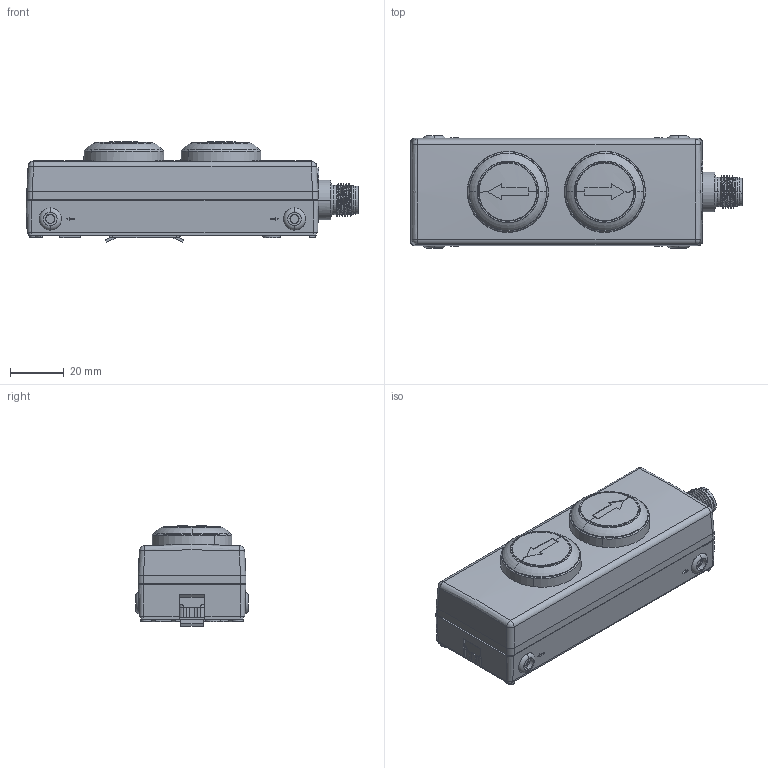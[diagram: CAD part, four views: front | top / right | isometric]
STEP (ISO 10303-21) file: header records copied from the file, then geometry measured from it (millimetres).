
FILE_DESCRIPTION(/* description */ (''),/* implementation_level */ '2;1');
FILE_NAME(/* name */ 'FILE_STP_CAD_DRAWING_3D_LP4P2B8900_prt.stp',/* time_stamp */ '2024-11-07T22:50:24+01:00',/* author */ (''),/* organization */ (''),/* preprocessor_version */ 'ST-DEVELOPER v16.7',/* originating_system */ 'SIEMENS PLM Software NX 12.0',/* authorisation */ '');
FILE_SCHEMA (('AUTOMOTIVE_DESIGN { 1 0 10303 214 3 1 1 1 }'));
Length unit declared in the file: millimetre
Products named in the file (1): 3D_LP4P2B8900
Bounding box: 123.15 x 41.8 x 37.25 mm (x, y, z)
Surface area: 20929.7 mm2 (no closed solid volume)
Topology: 0 solids, 13 shells, 454 faces, 1585 edges, 1154 vertices
Faces by surface type: plane 231, cylinder 94, cone 54, torus 40, bspline 27, sphere 8
Entity records: 21577 total; most frequent: CARTESIAN_POINT 7950, DIRECTION 2781, ORIENTED_EDGE 2591, EDGE_CURVE 1577, VERTEX_POINT 1153, LINE 997, VECTOR 997, AXIS2_PLACEMENT_3D 892
